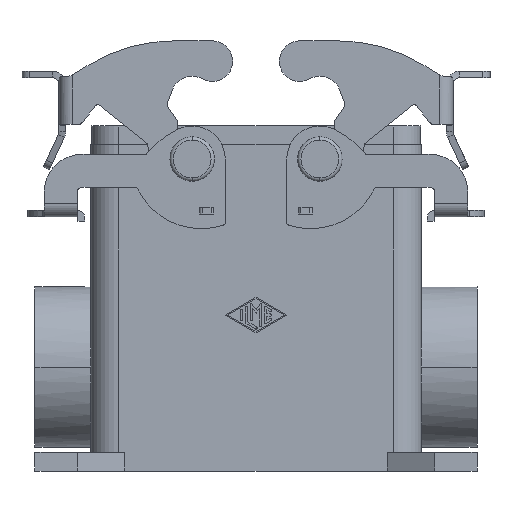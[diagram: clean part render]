
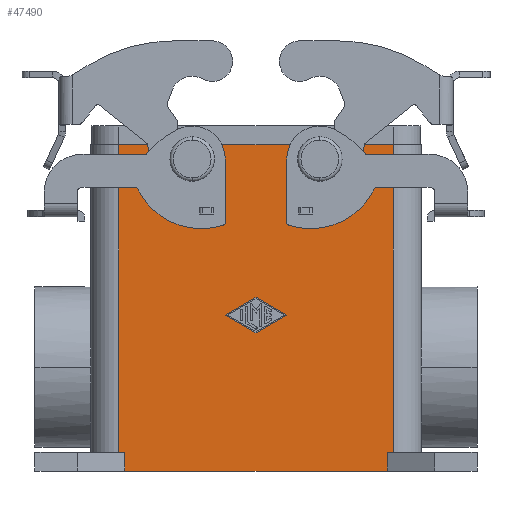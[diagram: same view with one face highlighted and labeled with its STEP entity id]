
A CAD part, front view. The second image highlights one B-rep face of the part: STEP entity #47490.
In plain terms, the highlighted planar face has unit normal (0, -1, 0).
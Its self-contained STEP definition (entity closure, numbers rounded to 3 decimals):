
#13320=CARTESIAN_POINT('',(0.,-22.25,
-1.5));
#13330=VERTEX_POINT('',#13320);
#13380=CARTESIAN_POINT('',(0.,-22.25,0.));
#13390=DIRECTION('',(0.,1.,0.));
#13400=DIRECTION('',(0.,0.,1.));
#13410=AXIS2_PLACEMENT_3D('',#13380,#13390,#13400);
#13420=CIRCLE('',#13410,1.5);
#13430=CARTESIAN_POINT('',(0.,-22.25,1.5)
);
#13440=VERTEX_POINT('',#13430);
#13450=EDGE_CURVE('',#13330,#13440,#13420,.T.);
#18930=CARTESIAN_POINT('',(-27.,-22.25,1.5));
#18940=VERTEX_POINT('',#18930);
#18990=CARTESIAN_POINT('',(-27.,-22.25,0.));
#19000=DIRECTION('',(0.,1.,0.));
#19010=DIRECTION('',(0.,0.,1.));
#19020=AXIS2_PLACEMENT_3D('',#18990,#19000,#19010);
#19030=CIRCLE('',#19020,1.5);
#19040=CARTESIAN_POINT('',(-27.,-22.25,-1.5));
#19050=VERTEX_POINT('',#19040);
#19060=EDGE_CURVE('',#18940,#19050,#19030,.T.);
#37090=CARTESIAN_POINT('',(-13.5,-22.25,-36.749));
#37100=VERTEX_POINT('',#37090);
#37150=CARTESIAN_POINT('',(-13.5,-22.25,-36.749));
#37160=DIRECTION('',(-0.866,0.,0.5));
#37170=VECTOR('',#37160,7.504);
#37180=LINE('',#37150,#37170);
#37190=CARTESIAN_POINT('',(-20.,-22.25,-33.));
#37200=VERTEX_POINT('',#37190);
#37210=EDGE_CURVE('',#37100,#37200,#37180,.T.);
#37560=CARTESIAN_POINT('',(-7.,-22.25,-33.));
#37570=VERTEX_POINT('',#37560);
#37620=CARTESIAN_POINT('',(-7.,-22.25,-33.));
#37630=DIRECTION('',(-0.866,0.,-0.5));
#37640=VECTOR('',#37630,7.504);
#37650=LINE('',#37620,#37640);
#37660=EDGE_CURVE('',#37570,#37100,#37650,.T.);
#37940=CARTESIAN_POINT('',(-13.5,-22.25,-29.251));
#37950=VERTEX_POINT('',#37940);
#38000=CARTESIAN_POINT('',(-13.5,-22.25,-29.251));
#38010=DIRECTION('',(0.866,0.,-0.5));
#38020=VECTOR('',#38010,7.504);
#38030=LINE('',#38000,#38020);
#38040=EDGE_CURVE('',#37950,#37570,#38030,.T.);
#38290=CARTESIAN_POINT('',(-20.,-22.25,-33.));
#38300=DIRECTION('',(0.866,0.,0.5));
#38310=VECTOR('',#38300,7.504);
#38320=LINE('',#38290,#38310);
#38330=EDGE_CURVE('',#37200,#37950,#38320,.T.);
#46620=CARTESIAN_POINT('',(14.25,-22.25,-66.));
#46630=DIRECTION('',(0.,-1.,0.));
#46640=DIRECTION('',(0.,0.,-1.));
#46650=AXIS2_PLACEMENT_3D('',#46620,#46630,#46640);
#46660=PLANE('',#46650);
#46670=CARTESIAN_POINT('',(-41.25,-22.25,-62.));
#46680=DIRECTION('',(-1.,0.,0.));
#46690=VECTOR('',#46680,1.25);
#46700=LINE('',#46670,#46690);
#46710=CARTESIAN_POINT('',(-41.25,-22.25,-62.));
#46720=VERTEX_POINT('',#46710);
#46730=CARTESIAN_POINT('',(-42.5,-22.25,-62.));
#46740=VERTEX_POINT('',#46730);
#46750=EDGE_CURVE('',#46720,#46740,#46700,.T.);
#46760=ORIENTED_EDGE('',*,*,#46750,.F.);
#46770=CARTESIAN_POINT('',(-42.5,-22.25,-62.));
#46780=DIRECTION('',(0.,0.,1.));
#46790=VECTOR('',#46780,65.);
#46800=LINE('',#46770,#46790);
#46810=CARTESIAN_POINT('',(-42.5,-22.25,3.));
#46820=VERTEX_POINT('',#46810);
#46830=EDGE_CURVE('',#46740,#46820,#46800,.T.);
#46840=ORIENTED_EDGE('',*,*,#46830,.F.);
#46850=CARTESIAN_POINT('',(15.5,-22.25,3.));
#46860=DIRECTION('',(-1.,0.,0.));
#46870=VECTOR('',#46860,58.);
#46880=LINE('',#46850,#46870);
#46890=CARTESIAN_POINT('',(15.5,-22.25,3.));
#46900=VERTEX_POINT('',#46890);
#46910=EDGE_CURVE('',#46900,#46820,#46880,.T.);
#46920=ORIENTED_EDGE('',*,*,#46910,.T.);
#46930=CARTESIAN_POINT('',(15.5,-22.25,-62.));
#46940=DIRECTION('',(0.,0.,1.));
#46950=VECTOR('',#46940,65.);
#46960=LINE('',#46930,#46950);
#46970=CARTESIAN_POINT('',(15.5,-22.25,-62.));
#46980=VERTEX_POINT('',#46970);
#46990=EDGE_CURVE('',#46980,#46900,#46960,.T.);
#47000=ORIENTED_EDGE('',*,*,#46990,.T.);
#47010=CARTESIAN_POINT('',(15.5,-22.25,-62.));
#47020=DIRECTION('',(-1.,0.,0.));
#47030=VECTOR('',#47020,1.25);
#47040=LINE('',#47010,#47030);
#47050=CARTESIAN_POINT('',(14.25,-22.25,-62.));
#47060=VERTEX_POINT('',#47050);
#47070=EDGE_CURVE('',#46980,#47060,#47040,.T.);
#47080=ORIENTED_EDGE('',*,*,#47070,.F.);
#47090=CARTESIAN_POINT('',(14.25,-22.25,-66.));
#47100=DIRECTION('',(0.,0.,1.));
#47110=VECTOR('',#47100,4.);
#47120=LINE('',#47090,#47110);
#47130=CARTESIAN_POINT('',(14.25,-22.25,-66.));
#47140=VERTEX_POINT('',#47130);
#47150=EDGE_CURVE('',#47140,#47060,#47120,.T.);
#47160=ORIENTED_EDGE('',*,*,#47150,.T.);
#47170=CARTESIAN_POINT('',(14.25,-22.25,-66.));
#47180=DIRECTION('',(-1.,0.,0.));
#47190=VECTOR('',#47180,55.5);
#47200=LINE('',#47170,#47190);
#47210=CARTESIAN_POINT('',(-41.25,-22.25,-66.));
#47220=VERTEX_POINT('',#47210);
#47230=EDGE_CURVE('',#47140,#47220,#47200,.T.);
#47240=ORIENTED_EDGE('',*,*,#47230,.F.);
#47250=CARTESIAN_POINT('',(-41.25,-22.25,-66.));
#47260=DIRECTION('',(0.,0.,1.));
#47270=VECTOR('',#47260,4.);
#47280=LINE('',#47250,#47270);
#47290=EDGE_CURVE('',#47220,#46720,#47280,.T.);
#47300=ORIENTED_EDGE('',*,*,#47290,.F.);
#47310=EDGE_LOOP('',(#47300,#47240,#47160,#47080,#47000,#46920,#46840,
#46760));
#47320=FACE_OUTER_BOUND('',#47310,.T.);
#47330=EDGE_CURVE('',#13440,#13330,#13420,.T.);
#47340=ORIENTED_EDGE('',*,*,#47330,.T.);
#47350=ORIENTED_EDGE('',*,*,#13450,.T.);
#47360=EDGE_LOOP('',(#47350,#47340));
#47370=FACE_BOUND('',#47360,.T.);
#47380=EDGE_CURVE('',#19050,#18940,#19030,.T.);
#47390=ORIENTED_EDGE('',*,*,#47380,.T.);
#47400=ORIENTED_EDGE('',*,*,#19060,.T.);
#47410=EDGE_LOOP('',(#47400,#47390));
#47420=FACE_BOUND('',#47410,.T.);
#47430=ORIENTED_EDGE('',*,*,#37660,.T.);
#47440=ORIENTED_EDGE('',*,*,#38040,.T.);
#47450=ORIENTED_EDGE('',*,*,#38330,.T.);
#47460=ORIENTED_EDGE('',*,*,#37210,.T.);
#47470=EDGE_LOOP('',(#47460,#47450,#47440,#47430));
#47480=FACE_BOUND('',#47470,.T.);
#47490=ADVANCED_FACE('',(#47320,#47370,#47420,#47480),#46660,.T.);
